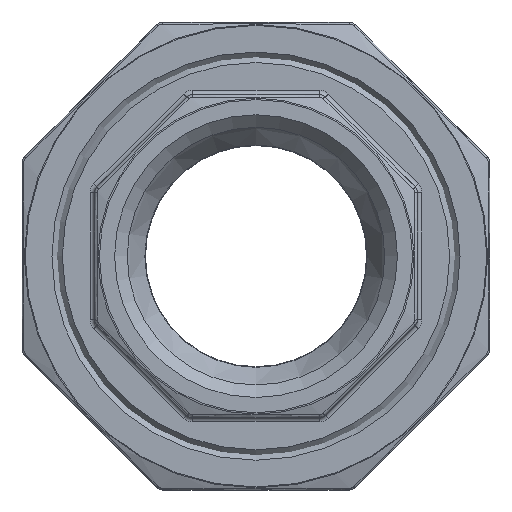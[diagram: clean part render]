
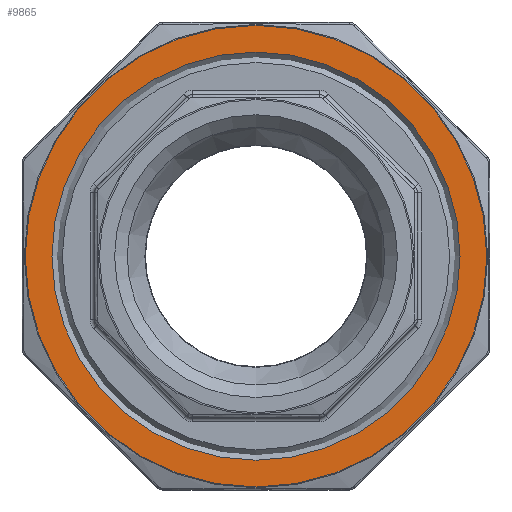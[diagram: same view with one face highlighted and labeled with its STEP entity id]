
A CAD part, left-side view. The second image highlights one B-rep face of the part: STEP entity #9865.
In plain terms, the highlighted planar face has unit normal (-1, 0, 0).
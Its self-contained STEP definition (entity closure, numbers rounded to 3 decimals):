
#2460 = EDGE_LOOP ( 'NONE', ( #11544 ) ) ;
#2702 = DIRECTION ( 'NONE',  ( 0., 0., -1. ) ) ;
#4304 = DIRECTION ( 'NONE',  ( -1., 0., 0. ) ) ;
#4829 = CIRCLE ( 'NONE', #12533, 27.147 ) ;
#6418 = FACE_OUTER_BOUND ( 'NONE', #16629, .T. ) ;
#6545 = DIRECTION ( 'NONE',  ( -1., 0., 0. ) ) ;
#6965 = VERTEX_POINT ( 'NONE', #15533 ) ;
#7333 = VERTEX_POINT ( 'NONE', #8911 ) ;
#7898 = FACE_BOUND ( 'NONE', #2460, .T. ) ;
#8212 = CARTESIAN_POINT ( 'NONE',  ( -20., 0., 0. ) ) ;
#8656 = EDGE_CURVE ( 'NONE', #6965, #6965, #4829, .T. ) ;
#8841 = ORIENTED_EDGE ( 'NONE', *, *, #8656, .T. ) ;
#8911 = CARTESIAN_POINT ( 'NONE',  ( -20., 0., -24. ) ) ;
#9865 = ADVANCED_FACE ( 'NONE', ( #6418, #7898 ), #16473, .T. ) ;
#11544 = ORIENTED_EDGE ( 'NONE', *, *, #17994, .T. ) ;
#12444 = DIRECTION ( 'NONE',  ( 1., 0., 0. ) ) ;
#12533 = AXIS2_PLACEMENT_3D ( 'NONE', #8212, #6545, #15117 ) ;
#12832 = DIRECTION ( 'NONE',  ( 0., 0., 1. ) ) ;
#14658 = CIRCLE ( 'NONE', #18188, 24. ) ;
#15117 = DIRECTION ( 'NONE',  ( 0., 0., 1. ) ) ;
#15251 = AXIS2_PLACEMENT_3D ( 'NONE', #15620, #4304, #12832 ) ;
#15406 = CARTESIAN_POINT ( 'NONE',  ( -20., 0., 0. ) ) ;
#15533 = CARTESIAN_POINT ( 'NONE',  ( -20., 0., 27.147 ) ) ;
#15620 = CARTESIAN_POINT ( 'NONE',  ( -20., 37.92, 0. ) ) ;
#16473 = PLANE ( 'NONE',  #15251 ) ;
#16629 = EDGE_LOOP ( 'NONE', ( #8841 ) ) ;
#17994 = EDGE_CURVE ( 'NONE', #7333, #7333, #14658, .T. ) ;
#18188 = AXIS2_PLACEMENT_3D ( 'NONE', #15406, #12444, #2702 ) ;
